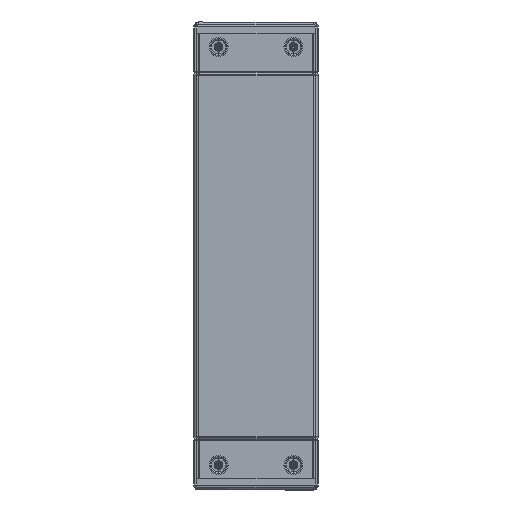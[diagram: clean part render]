
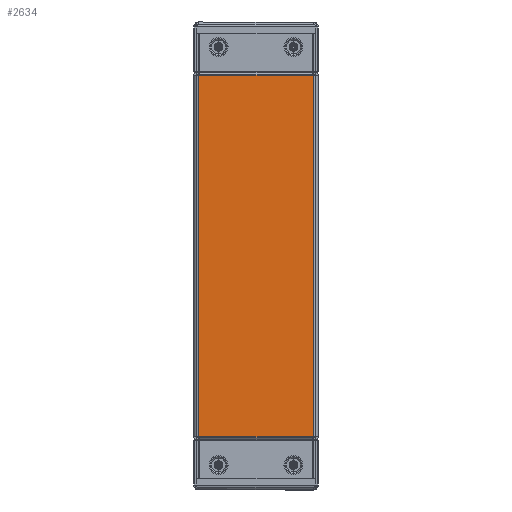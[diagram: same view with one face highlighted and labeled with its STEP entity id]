
A CAD part, left-side view. The second image highlights one B-rep face of the part: STEP entity #2634.
In plain terms, the highlighted face is planar.
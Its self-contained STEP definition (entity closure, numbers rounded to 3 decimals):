
#162 = DIRECTION ( 'NONE',  ( 0., 0., -1. ) ) ;
#326 = CARTESIAN_POINT ( 'NONE',  ( 178.5, 46., 0. ) ) ;
#354 = VERTEX_POINT ( 'NONE', #5111 ) ;
#490 = CARTESIAN_POINT ( 'NONE',  ( 145., -50., 0. ) ) ;
#790 = ORIENTED_EDGE ( 'NONE', *, *, #9227, .F. ) ;
#1103 = VECTOR ( 'NONE', #3625, 1000. ) ;
#1397 = VERTEX_POINT ( 'NONE', #1480 ) ;
#1436 = LINE ( 'NONE', #3537, #6938 ) ;
#1480 = CARTESIAN_POINT ( 'NONE',  ( 145., 45.241, 0. ) ) ;
#1604 = CARTESIAN_POINT ( 'NONE',  ( 145., 50., 0. ) ) ;
#1654 = ORIENTED_EDGE ( 'NONE', *, *, #7102, .F. ) ;
#1897 = VECTOR ( 'NONE', #5847, 1000. ) ;
#2152 = VERTEX_POINT ( 'NONE', #7415 ) ;
#2167 = CARTESIAN_POINT ( 'NONE',  ( -178.5, -46., 0. ) ) ;
#2188 = ORIENTED_EDGE ( 'NONE', *, *, #7253, .T. ) ;
#2302 = VECTOR ( 'NONE', #7192, 1000. ) ;
#2404 = PLANE ( 'NONE',  #2579 ) ;
#2439 = CARTESIAN_POINT ( 'NONE',  ( -145., 50., 0. ) ) ;
#2487 = EDGE_CURVE ( 'NONE', #5235, #6467, #4932, .T. ) ;
#2579 = AXIS2_PLACEMENT_3D ( 'NONE', #6643, #162, #8157 ) ;
#2634 = ADVANCED_FACE ( 'NONE', ( #6154 ), #2404, .F. ) ;
#2767 = EDGE_CURVE ( 'NONE', #4581, #4441, #6034, .T. ) ;
#2846 = DIRECTION ( 'NONE',  ( 0., 1., 0. ) ) ;
#2946 = CARTESIAN_POINT ( 'NONE',  ( 145., 46., 0. ) ) ;
#3019 = ORIENTED_EDGE ( 'NONE', *, *, #2487, .T. ) ;
#3112 = DIRECTION ( 'NONE',  ( -1., 0., 0. ) ) ;
#3508 = DIRECTION ( 'NONE',  ( 0., -1., 0. ) ) ;
#3537 = CARTESIAN_POINT ( 'NONE',  ( -145., 50., 0. ) ) ;
#3625 = DIRECTION ( 'NONE',  ( 1., 0., 0. ) ) ;
#3694 = CARTESIAN_POINT ( 'NONE',  ( 145., 50., 0. ) ) ;
#4342 = EDGE_CURVE ( 'NONE', #5235, #4441, #8837, .T. ) ;
#4441 = VERTEX_POINT ( 'NONE', #8416 ) ;
#4581 = VERTEX_POINT ( 'NONE', #8699 ) ;
#4887 = DIRECTION ( 'NONE',  ( 0., 1., 0. ) ) ;
#4926 = CARTESIAN_POINT ( 'NONE',  ( -145., -50., 0. ) ) ;
#4932 = LINE ( 'NONE', #2167, #1103 ) ;
#5111 = CARTESIAN_POINT ( 'NONE',  ( 145., -45.241, 0. ) ) ;
#5202 = ORIENTED_EDGE ( 'NONE', *, *, #7955, .F. ) ;
#5235 = VERTEX_POINT ( 'NONE', #7913 ) ;
#5327 = DIRECTION ( 'NONE',  ( 0., -1., 0. ) ) ;
#5346 = CARTESIAN_POINT ( 'NONE',  ( 145., -46., 0. ) ) ;
#5597 = LINE ( 'NONE', #326, #7269 ) ;
#5847 = DIRECTION ( 'NONE',  ( 0., -1., 0. ) ) ;
#6034 = LINE ( 'NONE', #2439, #7724 ) ;
#6043 = LINE ( 'NONE', #1604, #1897 ) ;
#6154 = FACE_OUTER_BOUND ( 'NONE', #8105, .T. ) ;
#6467 = VERTEX_POINT ( 'NONE', #5346 ) ;
#6541 = LINE ( 'NONE', #490, #7111 ) ;
#6643 = CARTESIAN_POINT ( 'NONE',  ( 178.5, 50., 0. ) ) ;
#6938 = VECTOR ( 'NONE', #2846, 1000. ) ;
#6951 = VERTEX_POINT ( 'NONE', #2946 ) ;
#7033 = LINE ( 'NONE', #3694, #2302 ) ;
#7102 = EDGE_CURVE ( 'NONE', #6951, #1397, #6043, .T. ) ;
#7111 = VECTOR ( 'NONE', #3508, 1000. ) ;
#7139 = VECTOR ( 'NONE', #4887, 1000. ) ;
#7192 = DIRECTION ( 'NONE',  ( 0., -1., 0. ) ) ;
#7253 = EDGE_CURVE ( 'NONE', #6951, #2152, #5597, .T. ) ;
#7269 = VECTOR ( 'NONE', #3112, 1000. ) ;
#7402 = ORIENTED_EDGE ( 'NONE', *, *, #7508, .F. ) ;
#7415 = CARTESIAN_POINT ( 'NONE',  ( -145., 46., 0. ) ) ;
#7508 = EDGE_CURVE ( 'NONE', #4581, #2152, #1436, .T. ) ;
#7724 = VECTOR ( 'NONE', #5327, 1000. ) ;
#7913 = CARTESIAN_POINT ( 'NONE',  ( -145., -46., 0. ) ) ;
#7955 = EDGE_CURVE ( 'NONE', #1397, #354, #7033, .T. ) ;
#8105 = EDGE_LOOP ( 'NONE', ( #5202, #1654, #2188, #7402, #8156, #8336, #3019, #790 ) ) ;
#8156 = ORIENTED_EDGE ( 'NONE', *, *, #2767, .T. ) ;
#8157 = DIRECTION ( 'NONE',  ( -1., 0., 0. ) ) ;
#8336 = ORIENTED_EDGE ( 'NONE', *, *, #4342, .F. ) ;
#8416 = CARTESIAN_POINT ( 'NONE',  ( -145., -45.241, 0. ) ) ;
#8699 = CARTESIAN_POINT ( 'NONE',  ( -145., 45.241, 0. ) ) ;
#8837 = LINE ( 'NONE', #4926, #7139 ) ;
#9227 = EDGE_CURVE ( 'NONE', #354, #6467, #6541, .T. ) ;
